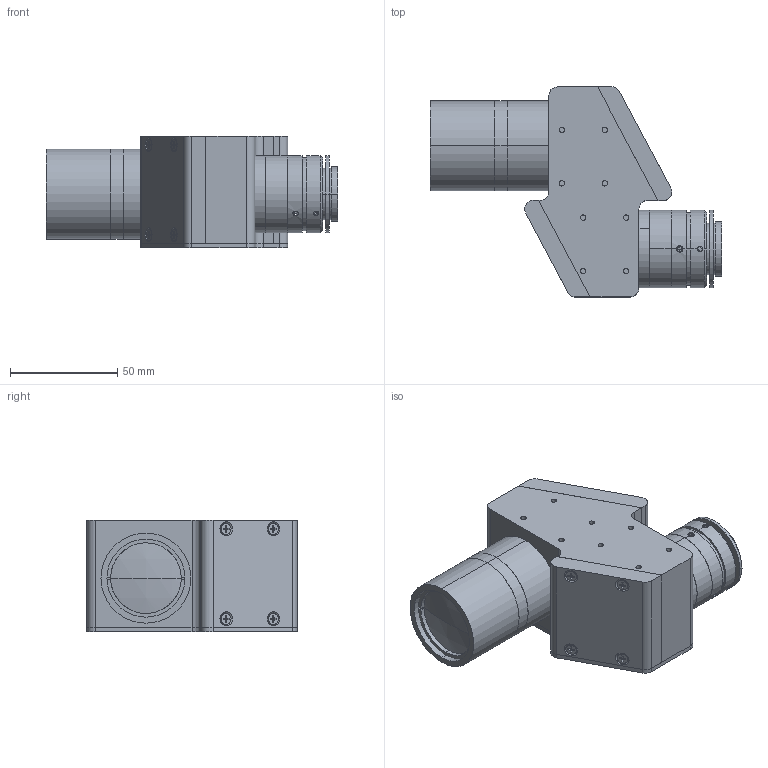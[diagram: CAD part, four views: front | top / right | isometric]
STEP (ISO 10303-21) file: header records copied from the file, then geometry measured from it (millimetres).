
FILE_DESCRIPTION (( 'STEP AP203' ), '1' );
FILE_NAME ('XF-MH05X350.STEP', '2024-08-06T09:56:11', ( '' ), ( '' ), 'SwSTEP 2.0', 'SolidWorks 2022', '' );
FILE_SCHEMA (( 'CONFIG_CONTROL_DESIGN' ));
Length unit declared in the file: millimetre
Products named in the file (1): XF-MH05X350
Bounding box: 135.98 x 98 x 52 mm (x, y, z)
Surface area: 45774.8 mm2 (no closed solid volume)
Topology: 0 solids, 39 shells, 442 faces, 1370 edges, 937 vertices
Faces by surface type: plane 245, cylinder 153, cone 42, sphere 2
Entity records: 15539 total; most frequent: CARTESIAN_POINT 3084, DIRECTION 2673, ORIENTED_EDGE 2301, EDGE_CURVE 1362, VERTEX_POINT 937, LINE 901, VECTOR 901, AXIS2_PLACEMENT_3D 886
